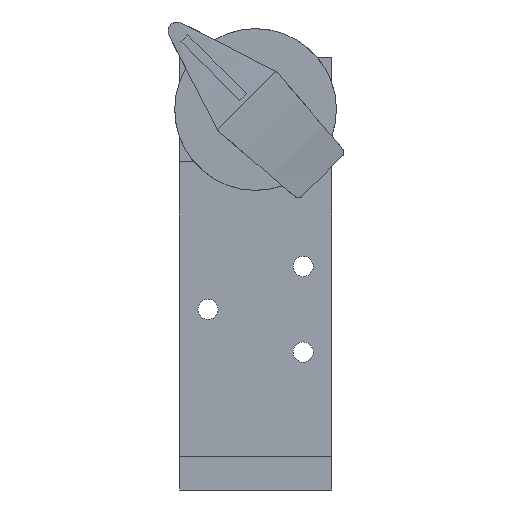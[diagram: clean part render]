
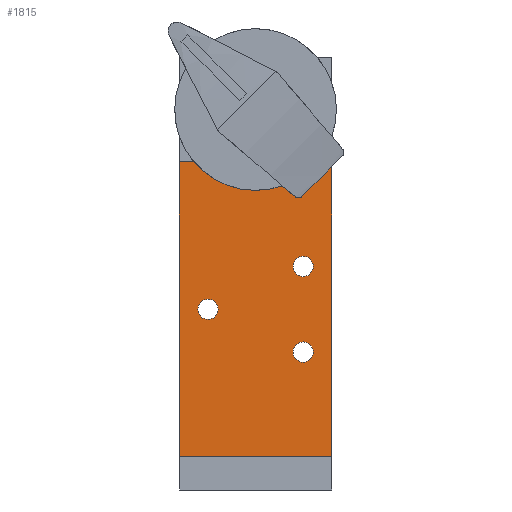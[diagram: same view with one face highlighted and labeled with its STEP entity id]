
A CAD part, front view. The second image highlights one B-rep face of the part: STEP entity #1815.
In plain terms, the highlighted planar face has unit normal (0, -1, 0).
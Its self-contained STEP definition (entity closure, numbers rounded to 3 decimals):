
#1134=CARTESIAN_POINT('',(-7.875,-9.,0.));
#1135=VERTEX_POINT('',#1134);
#1136=CARTESIAN_POINT('',(-10.,-9.,0.0));
#1137=DIRECTION('',(0.0,1.0,0.0));
#1138=DIRECTION('',(-1.0,0.0,0.0));
#1139=AXIS2_PLACEMENT_3D('',#1136,#1137,#1138);
#1140=CIRCLE('',#1139,2.125);
#1141=EDGE_CURVE('',#1135,#1135,#1140,.T.);
#1162=CARTESIAN_POINT('',(12.125,-9.,-9.0));
#1163=VERTEX_POINT('',#1162);
#1164=CARTESIAN_POINT('',(10.,-9.,-9.0));
#1165=DIRECTION('',(0.0,1.0,0.0));
#1166=DIRECTION('',(-1.0,0.0,0.0));
#1167=AXIS2_PLACEMENT_3D('',#1164,#1165,#1166);
#1168=CIRCLE('',#1167,2.125);
#1169=EDGE_CURVE('',#1163,#1163,#1168,.T.);
#1190=CARTESIAN_POINT('',(12.125,-9.,9.0));
#1191=VERTEX_POINT('',#1190);
#1192=CARTESIAN_POINT('',(10.,-9.,9.0));
#1193=DIRECTION('',(0.0,1.0,0.0));
#1194=DIRECTION('',(-1.0,0.0,0.0));
#1195=AXIS2_PLACEMENT_3D('',#1192,#1193,#1194);
#1196=CIRCLE('',#1195,2.125);
#1197=EDGE_CURVE('',#1191,#1191,#1196,.T.);
#1704=CARTESIAN_POINT('',(-16.,-9.0,-31.0));
#1705=VERTEX_POINT('',#1704);
#1720=CARTESIAN_POINT('',(16.,-9.,-31.0));
#1721=VERTEX_POINT('',#1720);
#1728=CARTESIAN_POINT('',(-16.,-9.0,-31.0));
#1729=DIRECTION('',(1.0,0.0,0.0));
#1730=VECTOR('',#1729,32.);
#1731=LINE('',#1728,#1730);
#1732=EDGE_CURVE('',#1705,#1721,#1731,.T.);
#1750=CARTESIAN_POINT('',(16.,-9.,31.0));
#1751=VERTEX_POINT('',#1750);
#1758=CARTESIAN_POINT('',(16.,-9.,31.0));
#1759=DIRECTION('',(0.0,0.0,-1.0));
#1760=VECTOR('',#1759,62.0);
#1761=LINE('',#1758,#1760);
#1762=EDGE_CURVE('',#1751,#1721,#1761,.T.);
#1783=CARTESIAN_POINT('',(16.,-9.,0.0));
#1784=DIRECTION('',(0.0,-1.0,0.0));
#1785=DIRECTION('',(0.0,0.0,-1.0));
#1786=AXIS2_PLACEMENT_3D('',#1783,#1784,#1785);
#1787=PLANE('',#1786);
#1788=CARTESIAN_POINT('',(-16.,-9.0,31.0));
#1789=VERTEX_POINT('',#1788);
#1790=CARTESIAN_POINT('',(16.,-9.,31.0));
#1791=DIRECTION('',(-1.0,0.0,0.0));
#1792=VECTOR('',#1791,32.);
#1793=LINE('',#1790,#1792);
#1794=EDGE_CURVE('',#1751,#1789,#1793,.T.);
#1795=ORIENTED_EDGE('',*,*,#1794,.T.);
#1796=CARTESIAN_POINT('',(-16.,-9.0,31.0));
#1797=DIRECTION('',(0.0,0.0,-1.0));
#1798=VECTOR('',#1797,62.0);
#1799=LINE('',#1796,#1798);
#1800=EDGE_CURVE('',#1789,#1705,#1799,.T.);
#1801=ORIENTED_EDGE('',*,*,#1800,.T.);
#1802=ORIENTED_EDGE('',*,*,#1732,.T.);
#1803=ORIENTED_EDGE('',*,*,#1762,.F.);
#1804=EDGE_LOOP('',(#1795,#1801,#1802,#1803));
#1805=FACE_OUTER_BOUND('',#1804,.T.);
#1806=ORIENTED_EDGE('',*,*,#1141,.T.);
#1807=EDGE_LOOP('',(#1806));
#1808=FACE_BOUND('',#1807,.T.);
#1809=ORIENTED_EDGE('',*,*,#1169,.T.);
#1810=EDGE_LOOP('',(#1809));
#1811=FACE_BOUND('',#1810,.T.);
#1812=ORIENTED_EDGE('',*,*,#1197,.T.);
#1813=EDGE_LOOP('',(#1812));
#1814=FACE_BOUND('',#1813,.T.);
#1815=ADVANCED_FACE('',(#1805,#1808,#1811,#1814),#1787,.T.);
